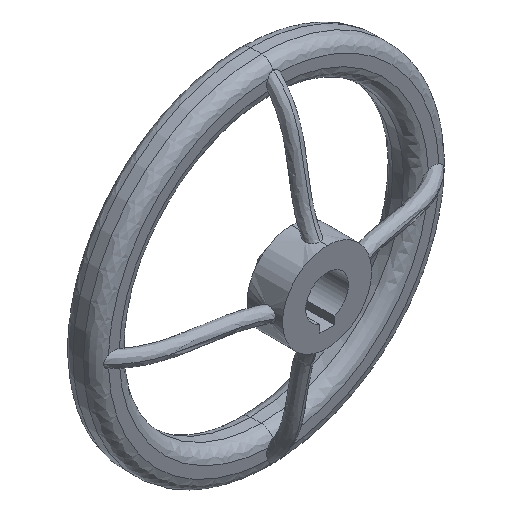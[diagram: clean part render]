
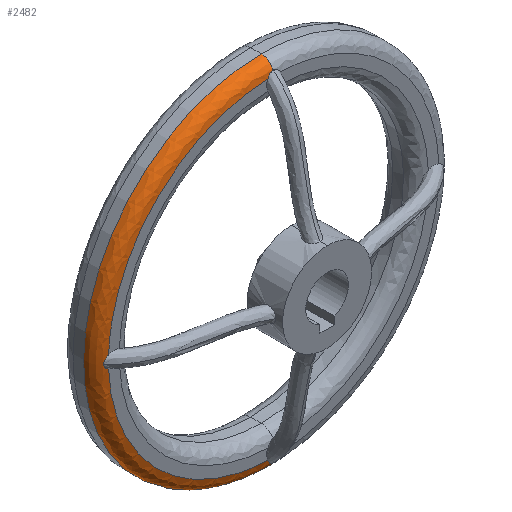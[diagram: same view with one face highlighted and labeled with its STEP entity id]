
A CAD part, isometric view. The second image highlights one B-rep face of the part: STEP entity #2482.
In plain terms, the highlighted free-form (B-spline) face has degree [2, 2] with [5, 3] control points.
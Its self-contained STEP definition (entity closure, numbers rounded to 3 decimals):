
#588 = VERTEX_POINT('',#589);
#589 = CARTESIAN_POINT('',(-50.839,16.411,
    -1.883));
#866 = VERTEX_POINT('',#867);
#867 = CARTESIAN_POINT('',(-1.883,16.411,50.839
    ));
#1058 = VERTEX_POINT('',#1059);
#1059 = CARTESIAN_POINT('',(0.,20.24,
    54.703));
#1065 = VERTEX_POINT('',#1066);
#1066 = CARTESIAN_POINT('',(0.,20.24,-54.703));
#1229 = EDGE_CURVE('',#1058,#1230,#1232,.T.);
#1230 = VERTEX_POINT('',#1231);
#1231 = CARTESIAN_POINT('',(0.,16.411,
    50.874));
#1232 = ( BOUNDED_CURVE() B_SPLINE_CURVE(2,(#1233,#1234,#1235),
.UNSPECIFIED.,.F.,.F.) B_SPLINE_CURVE_WITH_KNOTS((3,3),(3.142,
4.712),.PIECEWISE_BEZIER_KNOTS.) CURVE() 
GEOMETRIC_REPRESENTATION_ITEM() RATIONAL_B_SPLINE_CURVE((1.,
0.707,1.)) REPRESENTATION_ITEM('') );
#1233 = CARTESIAN_POINT('',(0.,20.24,
    54.703));
#1234 = CARTESIAN_POINT('',(0.,16.411,
    54.703));
#1235 = CARTESIAN_POINT('',(0.,16.411,
    50.874));
#1268 = VERTEX_POINT('',#1269);
#1269 = CARTESIAN_POINT('',(0.,16.411,-50.874));
#1275 = EDGE_CURVE('',#1065,#1268,#1276,.T.);
#1276 = ( BOUNDED_CURVE() B_SPLINE_CURVE(2,(#1277,#1278,#1279),
.UNSPECIFIED.,.F.,.F.) B_SPLINE_CURVE_WITH_KNOTS((3,3),(3.142,
4.712),.PIECEWISE_BEZIER_KNOTS.) CURVE() 
GEOMETRIC_REPRESENTATION_ITEM() RATIONAL_B_SPLINE_CURVE((1.,
0.707,1.)) REPRESENTATION_ITEM('') );
#1277 = CARTESIAN_POINT('',(0.,20.24,-54.703));
#1278 = CARTESIAN_POINT('',(0.,16.411,-54.703));
#1279 = CARTESIAN_POINT('',(0.,16.411,-50.874));
#2097 = VERTEX_POINT('',#2098);
#2098 = CARTESIAN_POINT('',(-1.883,16.411,
    -50.839));
#2116 = EDGE_CURVE('',#588,#2097,#2117,.T.);
#2117 = ( BOUNDED_CURVE() B_SPLINE_CURVE(2,(#2118,#2119,#2120),
.UNSPECIFIED.,.F.,.F.) B_SPLINE_CURVE_WITH_KNOTS((3,3),(4.749,
6.246),.PIECEWISE_BEZIER_KNOTS.) CURVE() 
GEOMETRIC_REPRESENTATION_ITEM() RATIONAL_B_SPLINE_CURVE((1.,
0.733,1.)) REPRESENTATION_ITEM('') );
#2118 = CARTESIAN_POINT('',(-50.839,16.411,
    -1.883));
#2119 = CARTESIAN_POINT('',(-49.091,16.411,
    -49.091));
#2120 = CARTESIAN_POINT('',(-1.883,16.411,
    -50.839));
#2133 = VERTEX_POINT('',#2134);
#2134 = CARTESIAN_POINT('',(-50.839,16.411,
    1.883));
#2152 = EDGE_CURVE('',#866,#2133,#2153,.T.);
#2153 = ( BOUNDED_CURVE() B_SPLINE_CURVE(2,(#2154,#2155,#2156),
.UNSPECIFIED.,.F.,.F.) B_SPLINE_CURVE_WITH_KNOTS((3,3),(3.179,
4.675),.PIECEWISE_BEZIER_KNOTS.) CURVE() 
GEOMETRIC_REPRESENTATION_ITEM() RATIONAL_B_SPLINE_CURVE((1.,
0.733,1.)) REPRESENTATION_ITEM('') );
#2154 = CARTESIAN_POINT('',(-1.883,16.411,
    50.839));
#2155 = CARTESIAN_POINT('',(-49.091,16.411,
    49.091));
#2156 = CARTESIAN_POINT('',(-50.839,16.411,
    1.883));
#2482 = ADVANCED_FACE('',(#2483),#2515,.T.);
#2483 = FACE_BOUND('',#2484,.T.);
#2484 = EDGE_LOOP('',(#2485,#2486,#2494,#2495,#2501,#2502,#2508,#2509));
#2485 = ORIENTED_EDGE('',*,*,#1229,.F.);
#2486 = ORIENTED_EDGE('',*,*,#2487,.T.);
#2487 = EDGE_CURVE('',#1058,#1065,#2488,.T.);
#2488 = ( BOUNDED_CURVE() B_SPLINE_CURVE(2,(#2489,#2490,#2491,#2492,
#2493),.UNSPECIFIED.,.F.,.F.) B_SPLINE_CURVE_WITH_KNOTS((3,2,3),(
    3.142,4.712,6.283),
.PIECEWISE_BEZIER_KNOTS.) CURVE() GEOMETRIC_REPRESENTATION_ITEM() 
RATIONAL_B_SPLINE_CURVE((1.,0.707,1.,0.707,1.)) 
REPRESENTATION_ITEM('') );
#2489 = CARTESIAN_POINT('',(0.,20.24,
    54.703));
#2490 = CARTESIAN_POINT('',(-54.703,20.24,
    54.703));
#2491 = CARTESIAN_POINT('',(-54.703,20.24,
    0.));
#2492 = CARTESIAN_POINT('',(-54.703,20.24,
    -54.703));
#2493 = CARTESIAN_POINT('',(0.,20.24,
    -54.703));
#2494 = ORIENTED_EDGE('',*,*,#1275,.T.);
#2495 = ORIENTED_EDGE('',*,*,#2496,.F.);
#2496 = EDGE_CURVE('',#2097,#1268,#2497,.T.);
#2497 = ( BOUNDED_CURVE() B_SPLINE_CURVE(2,(#2498,#2499,#2500),
.UNSPECIFIED.,.F.,.F.) B_SPLINE_CURVE_WITH_KNOTS((3,3),(6.246,
6.283),.PIECEWISE_BEZIER_KNOTS.) CURVE() 
GEOMETRIC_REPRESENTATION_ITEM() RATIONAL_B_SPLINE_CURVE((1.,
1.,1.)) REPRESENTATION_ITEM('') );
#2498 = CARTESIAN_POINT('',(-1.883,16.411,
    -50.839));
#2499 = CARTESIAN_POINT('',(-0.942,16.411,
    -50.874));
#2500 = CARTESIAN_POINT('',(0.,16.411,
    -50.874));
#2501 = ORIENTED_EDGE('',*,*,#2116,.F.);
#2502 = ORIENTED_EDGE('',*,*,#2503,.F.);
#2503 = EDGE_CURVE('',#2133,#588,#2504,.T.);
#2504 = ( BOUNDED_CURVE() B_SPLINE_CURVE(2,(#2505,#2506,#2507),
.UNSPECIFIED.,.F.,.F.) B_SPLINE_CURVE_WITH_KNOTS((3,3),(4.675,
4.749),.PIECEWISE_BEZIER_KNOTS.) CURVE() 
GEOMETRIC_REPRESENTATION_ITEM() RATIONAL_B_SPLINE_CURVE((1.,
0.999,1.)) REPRESENTATION_ITEM('') );
#2505 = CARTESIAN_POINT('',(-50.839,16.411,
    1.883));
#2506 = CARTESIAN_POINT('',(-50.909,16.411,
    0.));
#2507 = CARTESIAN_POINT('',(-50.839,16.411,
    -1.883));
#2508 = ORIENTED_EDGE('',*,*,#2152,.F.);
#2509 = ORIENTED_EDGE('',*,*,#2510,.F.);
#2510 = EDGE_CURVE('',#1230,#866,#2511,.T.);
#2511 = ( BOUNDED_CURVE() B_SPLINE_CURVE(2,(#2512,#2513,#2514),
.UNSPECIFIED.,.F.,.F.) B_SPLINE_CURVE_WITH_KNOTS((3,3),(3.142,
3.179),.PIECEWISE_BEZIER_KNOTS.) CURVE() 
GEOMETRIC_REPRESENTATION_ITEM() RATIONAL_B_SPLINE_CURVE((1.,
1.,1.)) REPRESENTATION_ITEM('') );
#2512 = CARTESIAN_POINT('',(0.,16.411,
    50.874));
#2513 = CARTESIAN_POINT('',(-0.942,16.411,
    50.874));
#2514 = CARTESIAN_POINT('',(-1.883,16.411,
    50.839));
#2515 = ( BOUNDED_SURFACE() B_SPLINE_SURFACE(2,2,(
    (#2516,#2517,#2518)
    ,(#2519,#2520,#2521)
    ,(#2522,#2523,#2524)
    ,(#2525,#2526,#2527)
    ,(#2528,#2529,#2530
)),.UNSPECIFIED.,.F.,.F.,.F.) B_SPLINE_SURFACE_WITH_KNOTS((3,2,3),(3,3),
  (3.142,4.712,6.283),(0.,1.571),
.PIECEWISE_BEZIER_KNOTS.) GEOMETRIC_REPRESENTATION_ITEM() 
RATIONAL_B_SPLINE_SURFACE((
    (1.,0.707,1.)
    ,(0.707,0.5,0.707)
    ,(1.,0.707,1.)
    ,(0.707,0.5,0.707)
,(1.,0.707,1.))) REPRESENTATION_ITEM('') SURFACE() );
#2516 = CARTESIAN_POINT('',(0.,20.24,
    54.703));
#2517 = CARTESIAN_POINT('',(0.,16.411,
    54.703));
#2518 = CARTESIAN_POINT('',(0.,16.411,
    50.874));
#2519 = CARTESIAN_POINT('',(-54.703,20.24,
    54.703));
#2520 = CARTESIAN_POINT('',(-54.703,16.411,
    54.703));
#2521 = CARTESIAN_POINT('',(-50.874,16.411,
    50.874));
#2522 = CARTESIAN_POINT('',(-54.703,20.24,
    0.));
#2523 = CARTESIAN_POINT('',(-54.703,16.411,
    0.));
#2524 = CARTESIAN_POINT('',(-50.874,16.411,
    0.));
#2525 = CARTESIAN_POINT('',(-54.703,20.24,
    -54.703));
#2526 = CARTESIAN_POINT('',(-54.703,16.411,
    -54.703));
#2527 = CARTESIAN_POINT('',(-50.874,16.411,
    -50.874));
#2528 = CARTESIAN_POINT('',(0.,20.24,
    -54.703));
#2529 = CARTESIAN_POINT('',(0.,16.411,
    -54.703));
#2530 = CARTESIAN_POINT('',(0.,16.411,
    -50.874));
